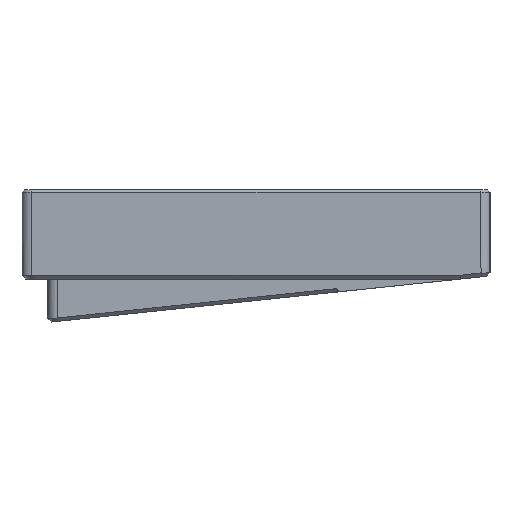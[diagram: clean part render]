
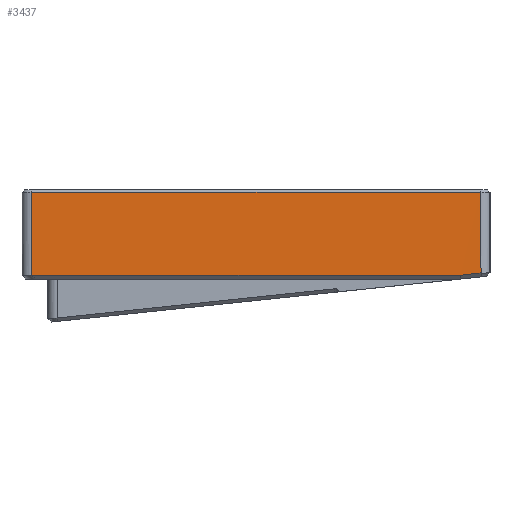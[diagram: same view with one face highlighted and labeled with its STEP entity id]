
A CAD part, left-side view. The second image highlights one B-rep face of the part: STEP entity #3437.
In plain terms, the highlighted planar face has unit normal (-1, 0, 0).
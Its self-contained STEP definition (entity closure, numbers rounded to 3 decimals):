
#108=PLANE('',#3741);
#230=FACE_OUTER_BOUND('',#440,.T.);
#440=EDGE_LOOP('',(#2515,#2516,#2517,#2518,#2519,#2520));
#604=ELLIPSE('',#3733,5.511,3.182);
#668=LINE('',#5529,#957);
#669=LINE('',#5533,#958);
#670=LINE('',#5535,#959);
#671=LINE('',#5537,#960);
#672=LINE('',#5538,#961);
#957=VECTOR('',#4340,1000.);
#958=VECTOR('',#4345,10.);
#959=VECTOR('',#4346,10.);
#960=VECTOR('',#4347,1000.);
#961=VECTOR('',#4348,1000.);
#1474=VERTEX_POINT('',#5414);
#1475=VERTEX_POINT('',#5416);
#1490=VERTEX_POINT('',#5528);
#1491=VERTEX_POINT('',#5532);
#1492=VERTEX_POINT('',#5534);
#1493=VERTEX_POINT('',#5536);
#1857=EDGE_CURVE('',#1474,#1475,#604,.T.);
#1874=EDGE_CURVE('',#1490,#1475,#668,.F.);
#1876=EDGE_CURVE('',#1474,#1491,#669,.T.);
#1877=EDGE_CURVE('',#1491,#1492,#670,.T.);
#1878=EDGE_CURVE('',#1492,#1493,#671,.T.);
#1879=EDGE_CURVE('',#1493,#1490,#672,.T.);
#2515=ORIENTED_EDGE('',*,*,#1857,.F.);
#2516=ORIENTED_EDGE('',*,*,#1876,.T.);
#2517=ORIENTED_EDGE('',*,*,#1877,.T.);
#2518=ORIENTED_EDGE('',*,*,#1878,.T.);
#2519=ORIENTED_EDGE('',*,*,#1879,.T.);
#2520=ORIENTED_EDGE('',*,*,#1874,.T.);
#3437=ADVANCED_FACE('',(#230),#108,.T.);
#3733=AXIS2_PLACEMENT_3D('',#5417,#4317,#4318);
#3741=AXIS2_PLACEMENT_3D('',#5531,#4343,#4344);
#4317=DIRECTION('center_axis',(1.,0.,0.));
#4318=DIRECTION('ref_axis',(0.,-0.707,-0.707));
#4340=DIRECTION('',(0.,0.,1.));
#4343=DIRECTION('center_axis',(-1.,0.,0.));
#4344=DIRECTION('ref_axis',(0.,0.,1.));
#4345=DIRECTION('',(0.,-1.,0.));
#4346=DIRECTION('',(0.,-0.995,0.105));
#4347=DIRECTION('',(0.,0.,1.));
#4348=DIRECTION('',(0.,1.,0.));
#5414=CARTESIAN_POINT('',(-147.85,52.85,9.933));
#5416=CARTESIAN_POINT('',(-147.85,52.85,9.933));
#5417=CARTESIAN_POINT('Origin',(-147.85,55.1,14.433));
#5528=CARTESIAN_POINT('',(-147.85,52.85,29.547));
#5529=CARTESIAN_POINT('',(-147.85,52.85,-0.002));
#5531=CARTESIAN_POINT('Origin',(-147.85,0.,-0.002));
#5532=CARTESIAN_POINT('',(-147.85,-48.148,9.933));
#5533=CARTESIAN_POINT('',(-147.85,-130.952,9.933));
#5534=CARTESIAN_POINT('',(-147.945,-52.988,10.536));
#5535=CARTESIAN_POINT('',(-147.85,0.507,4.819));
#5536=CARTESIAN_POINT('',(-147.85,-52.85,29.547));
#5537=CARTESIAN_POINT('',(-147.85,-52.85,30.047));
#5538=CARTESIAN_POINT('',(-147.85,52.85,29.547));
